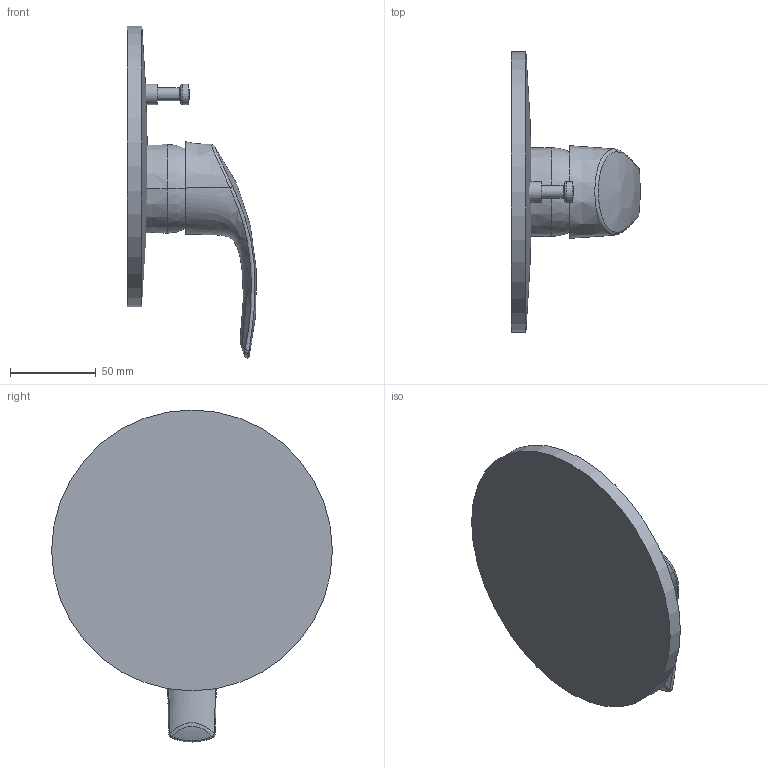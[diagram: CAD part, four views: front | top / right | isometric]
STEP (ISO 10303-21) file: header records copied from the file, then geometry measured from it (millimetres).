
FILE_DESCRIPTION(/* description */ ('Unknown'),/* implementation_level */ '2;1');
FILE_NAME(/* name */ '19450002',/* time_stamp */ '2022-09-01T12:38:03+02:00',/* author */ ('Unknown'),/* organization */ ('GROHE AG'),/* preprocessor_version */ 'ST-DEVELOPER v16.7',/* originating_system */ 'DEX',/* authorisation */ $);
FILE_SCHEMA (('AUTOMOTIVE_DESIGN {1 0 10303 214 3 1 1}'));
Length unit declared in the file: millimetre
Products named in the file (3): 19450002; 130523_NES2011_Lever46_54mm_Lob; id56
Assembly tree (2 placements, depth 2):
  19450002
    130523_NES2011_Lever46_54mm_Lob
    id56
Bounding box: 75.2 x 163.6 x 193.42 mm (x, y, z)
Volume: 290077.6 mm3; surface area: 67385.8 mm2
Topology: 2 solids, 5 shells, 26 faces, 63 edges, 40 vertices
Faces by surface type: bspline 11, cylinder 4, sphere 4, plane 3, torus 2, cone 2
Full cylindrical faces by diameter (mm): 7.5 x1, 12 x2, 163.6 x1
Entity records: 3334 total; most frequent: CARTESIAN_POINT 2752, ORIENTED_EDGE 88, DIRECTION 88, EDGE_CURVE 51, AXIS2_PLACEMENT_3D 43, VERTEX_POINT 37, EDGE_LOOP 32, FACE_BOUND 32
